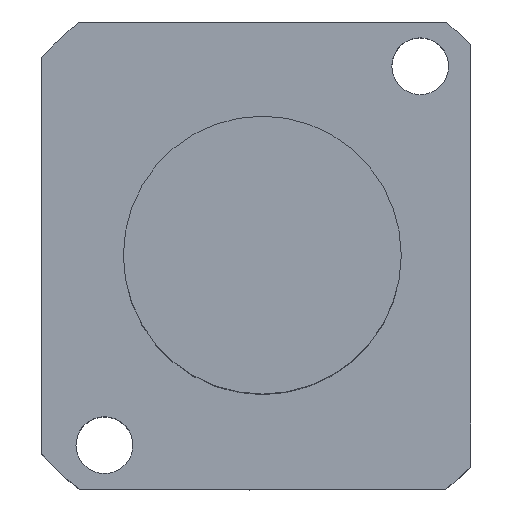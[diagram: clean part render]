
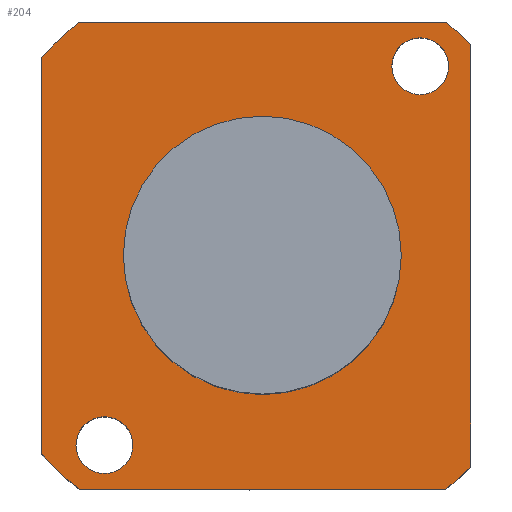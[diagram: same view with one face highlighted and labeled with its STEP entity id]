
A CAD part, top view. The second image highlights one B-rep face of the part: STEP entity #204.
In plain terms, the highlighted planar face has unit normal (0, 0, 1).
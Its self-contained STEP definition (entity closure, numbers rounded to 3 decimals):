
#134=EDGE_CURVE('Unnamed[1]',#393,#394,#395,.T.);
#153=EDGE_CURVE('Unnamed[1]',#426,#426,#427,.T.);
#183=EDGE_CURVE('Unnamed[1]',#394,#473,#474,.T.);
#204=ADVANCED_FACE('Unnamed[1]',(#503,#504,#505,#506),#507,.T.);
#212=EDGE_CURVE('Unnamed[1]',#473,#436,#517,.T.);
#233=EDGE_CURVE('Unnamed[1]',#545,#545,#546,.T.);
#255=EDGE_CURVE('Unnamed[1]',#436,#511,#575,.T.);
#306=EDGE_CURVE('Unnamed[1]',#455,#429,#644,.T.);
#313=EDGE_CURVE('Unnamed[1]',#653,#653,#654,.T.);
#322=EDGE_CURVE('Unnamed[1]',#511,#664,#665,.T.);
#331=EDGE_CURVE('Unnamed[1]',#664,#455,#676,.T.);
#358=EDGE_CURVE('Unnamed[1]',#429,#393,#709,.T.);
#393=VERTEX_POINT('',#749);
#394=VERTEX_POINT('',#750);
#395=CIRCLE('',#751,23.5);
#426=VERTEX_POINT('',#800);
#427=CIRCLE('',#801,2.25);
#429=VERTEX_POINT('',#804);
#436=VERTEX_POINT('',#815);
#455=VERTEX_POINT('',#850);
#473=VERTEX_POINT('',#925);
#474=LINE('',#926,#927);
#503=FACE_BOUND('',#976,.T.);
#504=FACE_BOUND('',#977,.T.);
#505=FACE_OUTER_BOUND('',#978,.T.);
#506=FACE_BOUND('',#979,.T.);
#507=PLANE('',#980);
#511=VERTEX_POINT('',#987);
#517=CIRCLE('',#996,23.5);
#545=VERTEX_POINT('',#1053);
#546=CIRCLE('',#1054,2.25);
#575=LINE('',#1102,#1103);
#644=CIRCLE('',#1227,23.5);
#653=VERTEX_POINT('',#1239);
#654=CIRCLE('',#1240,11.0);
#664=VERTEX_POINT('',#1263);
#665=CIRCLE('',#1264,23.5);
#676=LINE('',#1289,#1290);
#709=LINE('',#1355,#1356);
#749=CARTESIAN_POINT('',(16.5,16.733,0.));
#750=CARTESIAN_POINT('',(14.491,18.5,0.));
#751=AXIS2_PLACEMENT_3D('',#1389,#1390,#1391);
#800=CARTESIAN_POINT('',(-14.75,-15.,0.));
#801=AXIS2_PLACEMENT_3D('',#1419,#1420,#1421);
#804=CARTESIAN_POINT('',(16.5,-16.733,0.));
#815=CARTESIAN_POINT('',(-17.5,15.684,0.));
#850=CARTESIAN_POINT('',(14.491,-18.5,0.));
#925=CARTESIAN_POINT('',(-14.491,18.5,0.));
#926=CARTESIAN_POINT('',(-0.25,18.5,0.));
#927=VECTOR('',#1444,1.0);
#976=EDGE_LOOP('',(#1479));
#977=EDGE_LOOP('',(#1480));
#978=EDGE_LOOP('',(#1481,#1482,#1483,#1484,#1485,#1486,#1487,#1488));
#979=EDGE_LOOP('',(#1489));
#980=AXIS2_PLACEMENT_3D('',#1490,#1491,#1492);
#987=CARTESIAN_POINT('',(-17.5,-15.684,0.));
#996=AXIS2_PLACEMENT_3D('',#1498,#1499,#1500);
#1053=CARTESIAN_POINT('',(10.25,15.,0.));
#1054=AXIS2_PLACEMENT_3D('',#1517,#1518,#1519);
#1102=CARTESIAN_POINT('',(-17.5,8.625,0.));
#1103=VECTOR('',#1562,1.0);
#1227=AXIS2_PLACEMENT_3D('',#1663,#1664,#1665);
#1239=CARTESIAN_POINT('',(0.,11.0,0.));
#1240=AXIS2_PLACEMENT_3D('',#1677,#1678,#1679);
#1263=CARTESIAN_POINT('',(-14.491,-18.5,0.));
#1264=AXIS2_PLACEMENT_3D('',#1688,#1689,#1690);
#1289=CARTESIAN_POINT('',(-0.25,-18.5,0.));
#1290=VECTOR('',#1698,1.0);
#1355=CARTESIAN_POINT('',(16.5,8.625,0.));
#1356=VECTOR('',#1748,1.0);
#1389=CARTESIAN_POINT('',(0.0,0.0,0.0));
#1390=DIRECTION('',(0.,0.,1.0));
#1391=DIRECTION('',(0.,1.0,0.));
#1419=CARTESIAN_POINT('',(-12.5,-15.,0.));
#1420=DIRECTION('',(0.,0.,-1.0));
#1421=DIRECTION('',(-1.0,0.,0.));
#1444=DIRECTION('',(-1.0,0.,0.));
#1479=ORIENTED_EDGE('',*,*,#153,.T.);
#1480=ORIENTED_EDGE('',*,*,#233,.T.);
#1481=ORIENTED_EDGE('',*,*,#255,.T.);
#1482=ORIENTED_EDGE('',*,*,#322,.T.);
#1483=ORIENTED_EDGE('',*,*,#331,.T.);
#1484=ORIENTED_EDGE('',*,*,#306,.T.);
#1485=ORIENTED_EDGE('',*,*,#358,.T.);
#1486=ORIENTED_EDGE('',*,*,#134,.T.);
#1487=ORIENTED_EDGE('',*,*,#183,.T.);
#1488=ORIENTED_EDGE('',*,*,#212,.T.);
#1489=ORIENTED_EDGE('',*,*,#313,.F.);
#1490=CARTESIAN_POINT('',(0.,17.25,0.));
#1491=DIRECTION('',(0.,0.,1.0));
#1492=DIRECTION('',(0.,1.0,0.));
#1498=CARTESIAN_POINT('',(0.0,0.0,0.0));
#1499=DIRECTION('',(0.,0.,1.0));
#1500=DIRECTION('',(0.,1.0,0.));
#1517=CARTESIAN_POINT('',(12.5,15.,0.));
#1518=DIRECTION('',(0.,0.,-1.0));
#1519=DIRECTION('',(-1.0,0.,0.));
#1562=DIRECTION('',(0.,-1.0,0.));
#1663=CARTESIAN_POINT('',(0.0,0.0,0.0));
#1664=DIRECTION('',(0.,0.,1.0));
#1665=DIRECTION('',(0.,1.0,0.));
#1677=CARTESIAN_POINT('',(0.0,0.0,0.0));
#1678=DIRECTION('',(0.,0.,1.0));
#1679=DIRECTION('',(0.,1.0,0.));
#1688=CARTESIAN_POINT('',(0.0,0.0,0.0));
#1689=DIRECTION('',(0.,0.,1.0));
#1690=DIRECTION('',(0.,1.0,0.));
#1698=DIRECTION('',(1.0,0.,0.));
#1748=DIRECTION('',(0.,1.0,0.));
